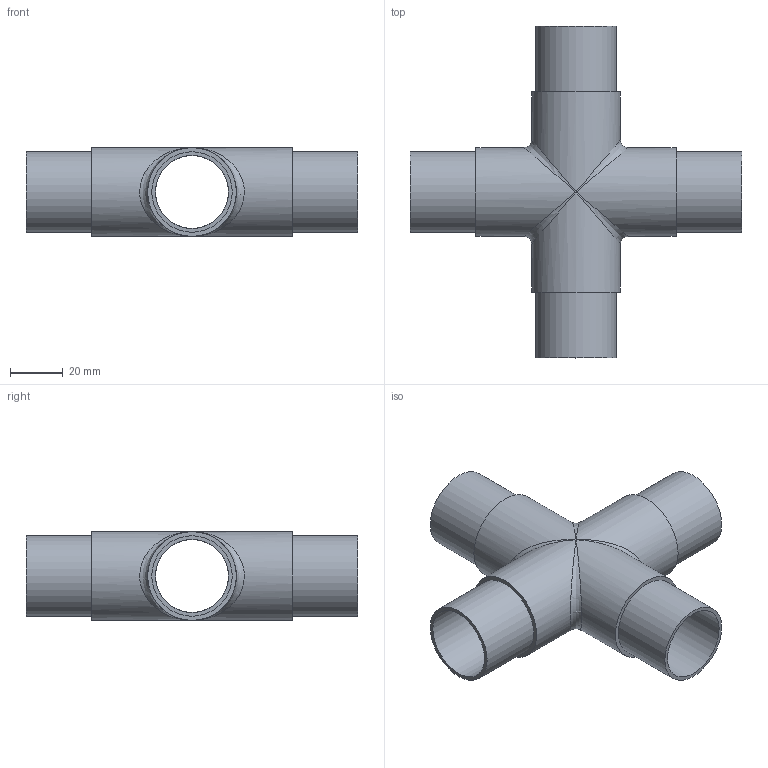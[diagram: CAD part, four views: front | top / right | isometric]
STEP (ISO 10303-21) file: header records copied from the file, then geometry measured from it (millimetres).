
FILE_DESCRIPTION(/* description */ (''),/* implementation_level */ '2;1');
FILE_NAME(/* name */ 'Kreuzstuck_X51.stp',/* time_stamp */ '2017-05-13T19:04:41+02:00',/* author */ (''),/* organization */ (''),/* preprocessor_version */ 'ST-DEVELOPER v16',/* originating_system */ 'SIEMENS PLM Software NX 11.0',/* authorisation */ '');
FILE_SCHEMA (('AUTOMOTIVE_DESIGN { 1 0 10303 214 3 1 1 1 }'));
Length unit declared in the file: millimetre
Products named in the file (1): Goge032023F0whj2
Bounding box: 126 x 126 x 33.7 mm (x, y, z)
Volume: 45773.2 mm3; surface area: 41063.1 mm2
Topology: 1 solids, 1 shells, 24 faces, 53 edges, 26 vertices
Faces by surface type: cylinder 12, plane 8, bspline 4
Full cylindrical faces by diameter (mm): 27.7 x4, 30.537 x4, 33.7 x4
Entity records: 848 total; most frequent: CARTESIAN_POINT 383, DIRECTION 100, ORIENTED_EDGE 56, AXIS2_PLACEMENT_3D 50, EDGE_LOOP 44, FACE_BOUND 40, EDGE_CURVE 28, ADVANCED_FACE 24
